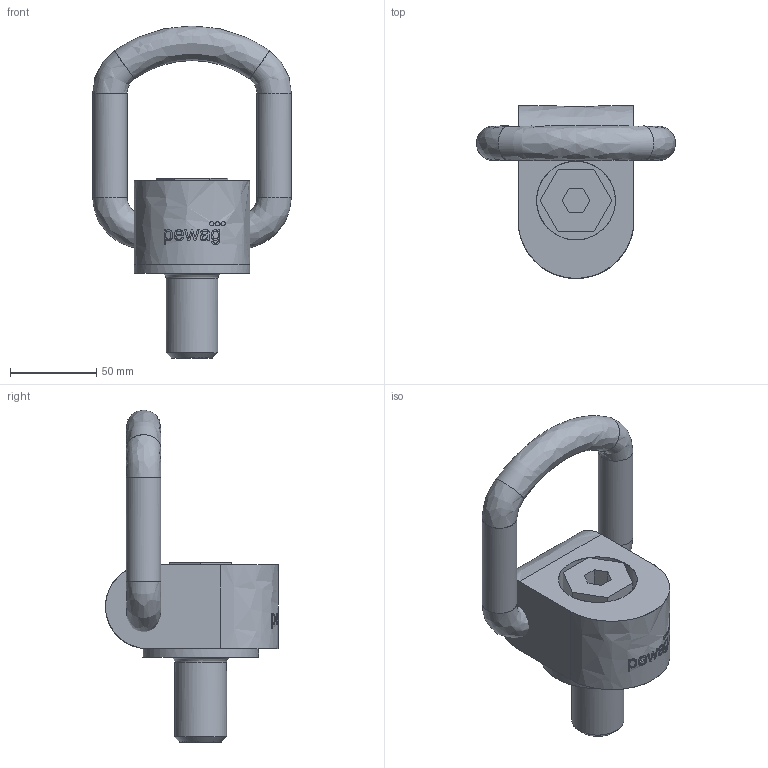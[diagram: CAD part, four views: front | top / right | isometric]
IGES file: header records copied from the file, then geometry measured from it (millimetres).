
Global section: file name: PLAW_6_t.igs; native system: NX V11.0; preprocessor: SIEMENS PLM Software NX 11.0; date: 20171106.164447; units: millimetre
Bounding box: 115 x 100 x 192 mm (x, y, z)
Surface area: 59395.8 mm2 (no closed solid volume)
Topology: 0 solids, 0 shells, 132 faces, 950 edges, 937 vertices
Faces by surface type: bspline 132
